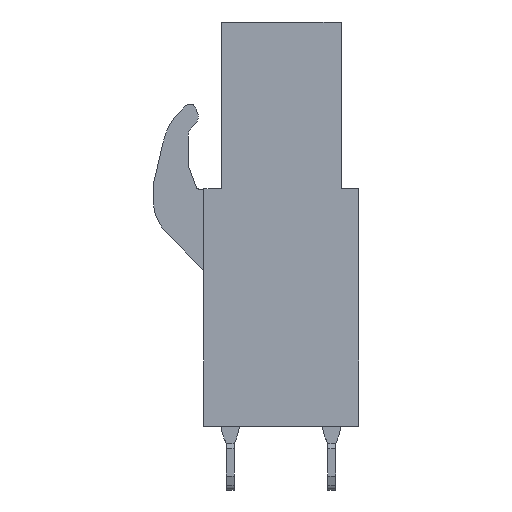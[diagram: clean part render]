
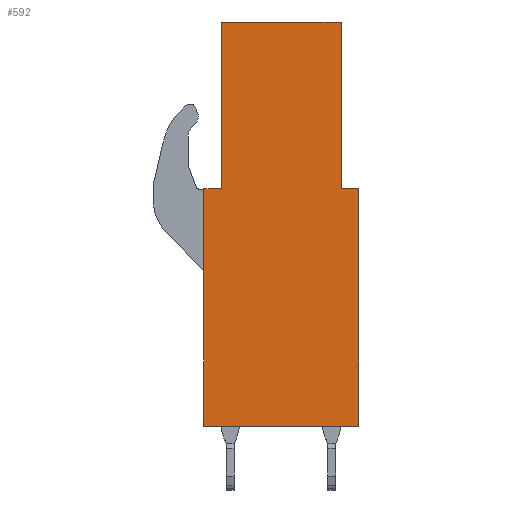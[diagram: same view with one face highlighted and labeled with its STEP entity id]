
A CAD part, left-side view. The second image highlights one B-rep face of the part: STEP entity #592.
In plain terms, the highlighted planar face has unit normal (-1, 0, 0).
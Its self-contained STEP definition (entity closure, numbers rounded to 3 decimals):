
#542=AXIS2_PLACEMENT_3D('Plane Axis2P3D',#539,#540,#541) ;
#36=CARTESIAN_POINT('Line Origine',(0.,3.875,23.45)) ;
#40=CARTESIAN_POINT('Vertex',(0.,0.875,23.45)) ;
#42=CARTESIAN_POINT('Vertex',(0.,6.875,23.45)) ;
#449=CARTESIAN_POINT('Vertex',(0.,7.75,3.2)) ;
#452=CARTESIAN_POINT('Line Origine',(0.,7.75,9.15)) ;
#456=CARTESIAN_POINT('Vertex',(0.,7.75,15.1)) ;
#539=CARTESIAN_POINT('Axis2P3D Location',(0.,0.,0.)) ;
#544=CARTESIAN_POINT('Line Origine',(0.,3.875,3.2)) ;
#548=CARTESIAN_POINT('Vertex',(0.,0.,3.2)) ;
#551=CARTESIAN_POINT('Line Origine',(0.,0.,9.15)) ;
#555=CARTESIAN_POINT('Vertex',(0.,0.,15.1)) ;
#558=CARTESIAN_POINT('Line Origine',(0.,0.438,15.1)) ;
#562=CARTESIAN_POINT('Vertex',(0.,0.875,15.1)) ;
#565=CARTESIAN_POINT('Line Origine',(0.,0.875,19.275)) ;
#570=CARTESIAN_POINT('Line Origine',(0.,6.875,19.275)) ;
#574=CARTESIAN_POINT('Vertex',(0.,6.875,15.1)) ;
#577=CARTESIAN_POINT('Line Origine',(0.,7.313,15.1)) ;
#37=DIRECTION('Vector Direction',(0.,1.,0.)) ;
#453=DIRECTION('Vector Direction',(0.,0.,1.)) ;
#540=DIRECTION('Axis2P3D Direction',(1.,0.,0.)) ;
#541=DIRECTION('Axis2P3D XDirection',(0.,1.,0.)) ;
#545=DIRECTION('Vector Direction',(0.,1.,0.)) ;
#552=DIRECTION('Vector Direction',(0.,0.,1.)) ;
#559=DIRECTION('Vector Direction',(0.,1.,0.)) ;
#566=DIRECTION('Vector Direction',(0.,0.,1.)) ;
#571=DIRECTION('Vector Direction',(0.,0.,1.)) ;
#578=DIRECTION('Vector Direction',(0.,-1.,0.)) ;
#38=VECTOR('Line Direction',#37,1.) ;
#454=VECTOR('Line Direction',#453,1.) ;
#546=VECTOR('Line Direction',#545,1.) ;
#553=VECTOR('Line Direction',#552,1.) ;
#560=VECTOR('Line Direction',#559,1.) ;
#567=VECTOR('Line Direction',#566,1.) ;
#572=VECTOR('Line Direction',#571,1.) ;
#579=VECTOR('Line Direction',#578,1.) ;
#583=ORIENTED_EDGE('',*,*,#458,.F.) ;
#584=ORIENTED_EDGE('',*,*,#550,.F.) ;
#585=ORIENTED_EDGE('',*,*,#557,.T.) ;
#586=ORIENTED_EDGE('',*,*,#564,.F.) ;
#587=ORIENTED_EDGE('',*,*,#569,.F.) ;
#588=ORIENTED_EDGE('',*,*,#44,.T.) ;
#589=ORIENTED_EDGE('',*,*,#576,.F.) ;
#590=ORIENTED_EDGE('',*,*,#581,.F.) ;
#592=ADVANCED_FACE('BLL 5.08/20/180 3.2 SN OR 1648970000',(#591),#543,.F.) ;
#44=EDGE_CURVE('',#41,#43,#39,.T.) ;
#458=EDGE_CURVE('',#450,#457,#455,.T.) ;
#550=EDGE_CURVE('',#549,#450,#547,.T.) ;
#557=EDGE_CURVE('',#549,#556,#554,.T.) ;
#564=EDGE_CURVE('',#563,#556,#561,.F.) ;
#569=EDGE_CURVE('',#41,#563,#568,.F.) ;
#576=EDGE_CURVE('',#575,#43,#573,.T.) ;
#581=EDGE_CURVE('',#457,#575,#580,.T.) ;
#582=EDGE_LOOP('',(#583,#584,#585,#586,#587,#588,#589,#590)) ;
#591=FACE_OUTER_BOUND('',#582,.T.) ;
#39=LINE('Line',#36,#38) ;
#455=LINE('Line',#452,#454) ;
#547=LINE('Line',#544,#546) ;
#554=LINE('Line',#551,#553) ;
#561=LINE('Line',#558,#560) ;
#568=LINE('Line',#565,#567) ;
#573=LINE('Line',#570,#572) ;
#580=LINE('Line',#577,#579) ;
#543=PLANE('',#542) ;
#41=VERTEX_POINT('',#40) ;
#43=VERTEX_POINT('',#42) ;
#450=VERTEX_POINT('',#449) ;
#457=VERTEX_POINT('',#456) ;
#549=VERTEX_POINT('',#548) ;
#556=VERTEX_POINT('',#555) ;
#563=VERTEX_POINT('',#562) ;
#575=VERTEX_POINT('',#574) ;
